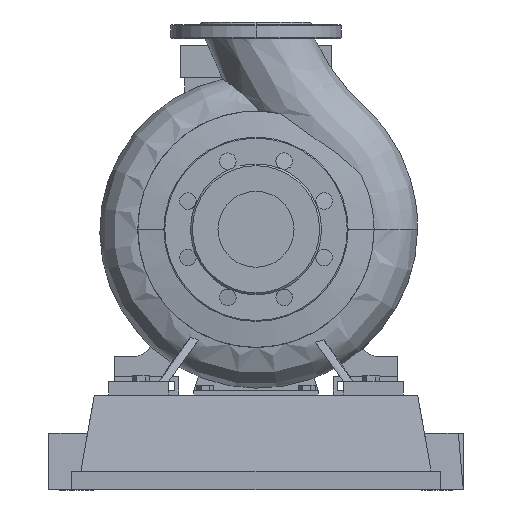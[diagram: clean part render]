
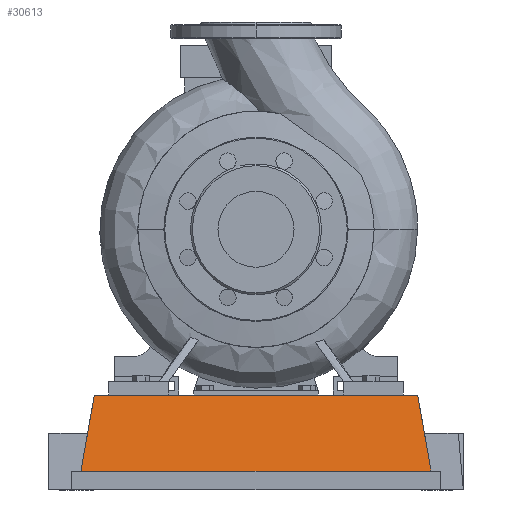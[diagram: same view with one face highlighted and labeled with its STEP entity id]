
A CAD part, left-side view. The second image highlights one B-rep face of the part: STEP entity #30613.
In plain terms, the highlighted planar face has unit normal (-0.985, 0, 0.174).
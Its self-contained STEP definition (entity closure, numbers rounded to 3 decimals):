
#28498=CARTESIAN_POINT('',(-77.5,-190.,20.6));
#28499=VERTEX_POINT('',#28498);
#28506=CARTESIAN_POINT('',(-77.5,190.0,20.6));
#28507=VERTEX_POINT('',#28506);
#28508=CARTESIAN_POINT('',(-77.5,-190.,20.6));
#28509=DIRECTION('',(0.0,1.0,0.0));
#28510=VECTOR('',#28509,380.0);
#28511=LINE('',#28508,#28510);
#28512=EDGE_CURVE('',#28499,#28507,#28511,.T.);
#30347=CARTESIAN_POINT('',(-62.971,-175.471,103.0));
#30348=VERTEX_POINT('',#30347);
#30355=CARTESIAN_POINT('',(-77.5,-190.,20.6));
#30356=DIRECTION('',(0.171,0.171,0.97));
#30357=VECTOR('',#30356,84.923);
#30358=LINE('',#30355,#30357);
#30359=EDGE_CURVE('',#28499,#30348,#30358,.T.);
#30590=CARTESIAN_POINT('',(-77.5,-190.,20.6));
#30591=DIRECTION('',(-0.985,0.,0.174));
#30592=DIRECTION('',(0.0,-1.0,0.0));
#30593=AXIS2_PLACEMENT_3D('',#30590,#30591,#30592);
#30594=PLANE('',#30593);
#30595=CARTESIAN_POINT('',(-62.971,175.471,103.0));
#30596=VERTEX_POINT('',#30595);
#30597=CARTESIAN_POINT('',(-62.971,-175.471,103.0));
#30598=DIRECTION('',(0.0,1.0,0.0));
#30599=VECTOR('',#30598,350.941);
#30600=LINE('',#30597,#30599);
#30601=EDGE_CURVE('',#30348,#30596,#30600,.T.);
#30602=ORIENTED_EDGE('',*,*,#30601,.T.);
#30603=CARTESIAN_POINT('',(-77.5,190.0,20.6));
#30604=DIRECTION('',(0.171,-0.171,0.97));
#30605=VECTOR('',#30604,84.923);
#30606=LINE('',#30603,#30605);
#30607=EDGE_CURVE('',#28507,#30596,#30606,.T.);
#30608=ORIENTED_EDGE('',*,*,#30607,.F.);
#30609=ORIENTED_EDGE('',*,*,#28512,.F.);
#30610=ORIENTED_EDGE('',*,*,#30359,.T.);
#30611=EDGE_LOOP('',(#30602,#30608,#30609,#30610));
#30612=FACE_OUTER_BOUND('',#30611,.T.);
#30613=ADVANCED_FACE('',(#30612),#30594,.T.);
